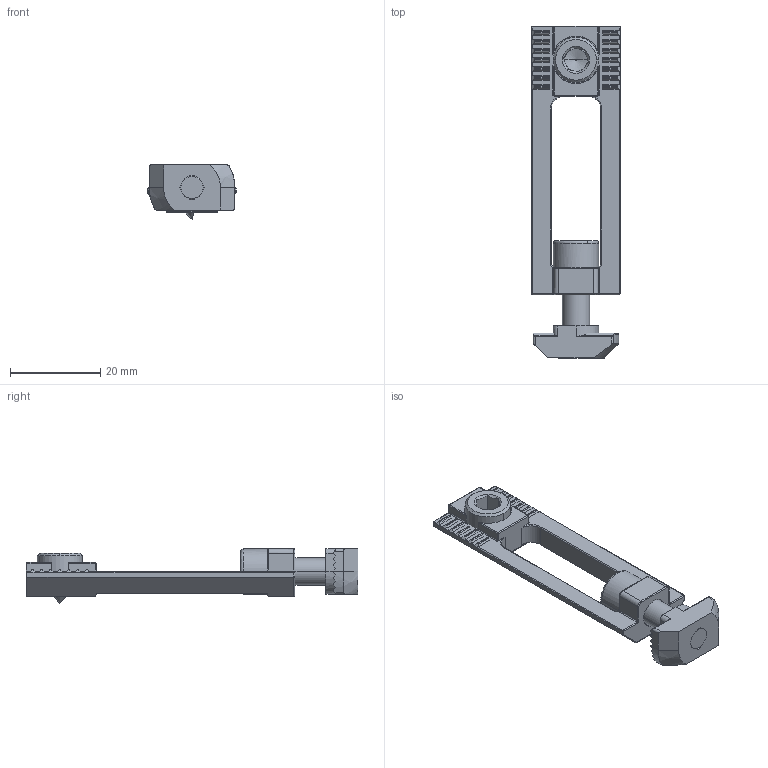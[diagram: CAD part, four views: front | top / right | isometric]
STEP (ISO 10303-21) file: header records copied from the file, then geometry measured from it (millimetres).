
FILE_DESCRIPTION (( 'STEP AP214' ), '1' );
FILE_NAME ('099d1045m0617.STEP', '2014-08-29T06:41:35', ( '' ), ( '' ), 'SwSTEP 2.0', 'SolidWorks 2014', '' );
FILE_SCHEMA (( 'AUTOMOTIVE_DESIGN' ));
Length unit declared in the file: millimetre
Products named in the file (1): 099d1045m0617
Bounding box: 19.5 x 73.5 x 12 mm (x, y, z)
Volume: 5208.4 mm3; surface area: 4836.8 mm2
Topology: 4 solids, 4 shells, 345 faces, 939 edges, 597 vertices
Faces by surface type: plane 157, cylinder 137, bspline 36, cone 15
Entity records: 15466 total; most frequent: CARTESIAN_POINT 3367, ORIENTED_EDGE 1864, DIRECTION 1581, EDGE_CURVE 932, VERTEX_POINT 597, AXIS2_PLACEMENT_3D 529, VECTOR 523, LINE 523
